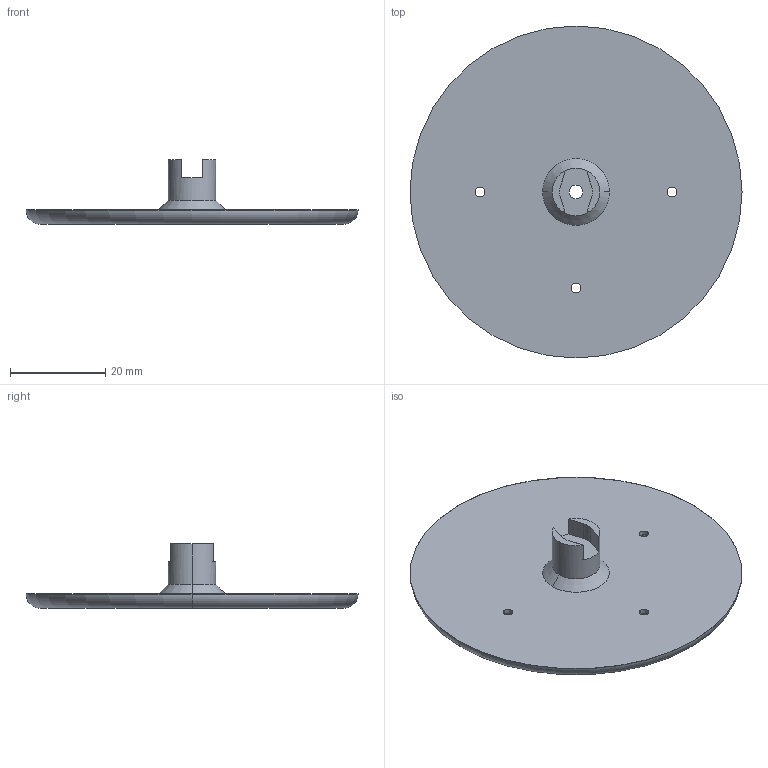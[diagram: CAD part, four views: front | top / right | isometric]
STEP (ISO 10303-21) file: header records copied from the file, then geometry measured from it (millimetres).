
FILE_DESCRIPTION(('STEP AP214'),'1');
FILE_NAME('.step','2022-05-15T10:01:44',(' '),(' '),'Spatial InterOp 3D',' ',' ');
FILE_SCHEMA(('AUTOMOTIVE_DESIGN { 1 0 10303 214 1 1 1 1 }'));
Length unit declared in the file: metre
Products named in the file (1): 实体1
Bounding box: 69.74 x 69.74 x 13.5 mm (x, y, z)
Volume: 11244.1 mm3; surface area: 8616.2 mm2
Topology: 1 solids, 1 shells, 49 faces, 114 edges, 72 vertices
Faces by surface type: cylinder 24, plane 13, cone 10, torus 2
Entity records: 1459 total; most frequent: DIRECTION 280, CARTESIAN_POINT 236, ORIENTED_EDGE 228, AXIS2_PLACEMENT_3D 116, EDGE_CURVE 114, VERTEX_POINT 72, CIRCLE 66, EDGE_LOOP 62
